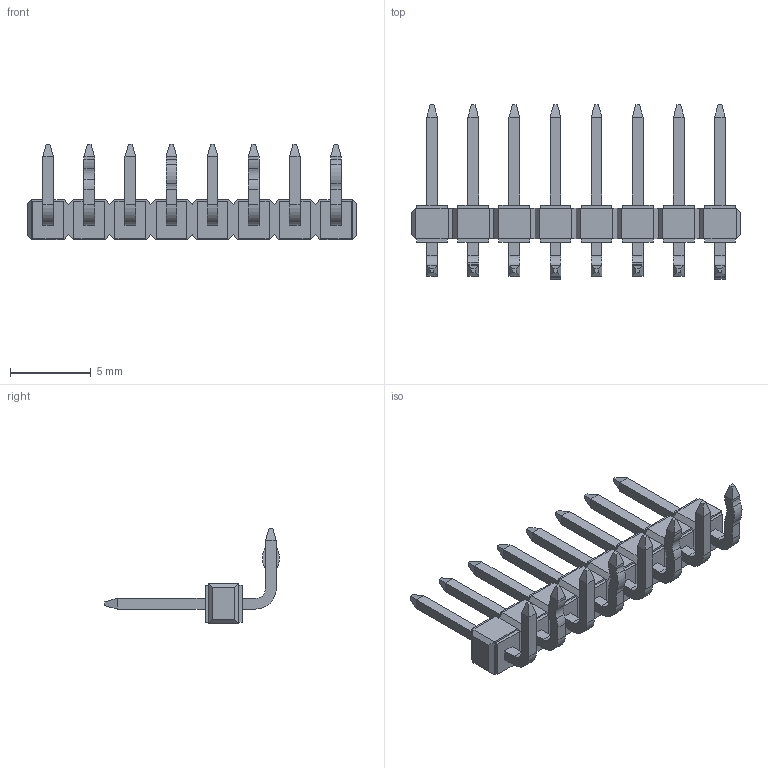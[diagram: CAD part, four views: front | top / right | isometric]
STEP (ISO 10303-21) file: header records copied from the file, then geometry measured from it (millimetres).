
FILE_DESCRIPTION((''),'2;1');
FILE_NAME('022289080','2015-04-23T',('me'),(''),'PRO/ENGINEER BY PARAMETRIC TECHNOLOGY CORPORATION, 2011490','PRO/ENGINEER BY PARAMETRIC TECHNOLOGY CORPORATION, 2011490','');
FILE_SCHEMA(('CONFIG_CONTROL_DESIGN'));
Length unit declared in the file: inch
Products named in the file (1): 022289080
Bounding box: 20.32 x 10.78 x 5.92 mm (x, y, z)
Volume: 146.4 mm3; surface area: 460.3 mm2
Topology: 1 solids, 1 shells, 344 faces, 858 edges, 548 vertices
Faces by surface type: plane 304, cylinder 40
Entity records: 10050 total; most frequent: CARTESIAN_POINT 1751, ORIENTED_EDGE 1716, DIRECTION 1628, EDGE_CURVE 858, VECTOR 778, LINE 778, VERTEX_POINT 548, AXIS2_PLACEMENT_3D 425
